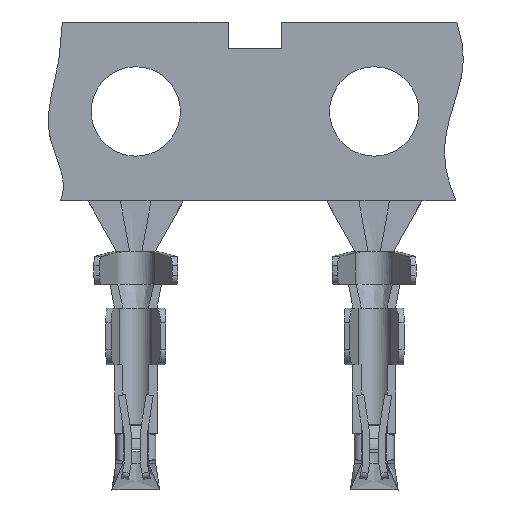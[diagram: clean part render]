
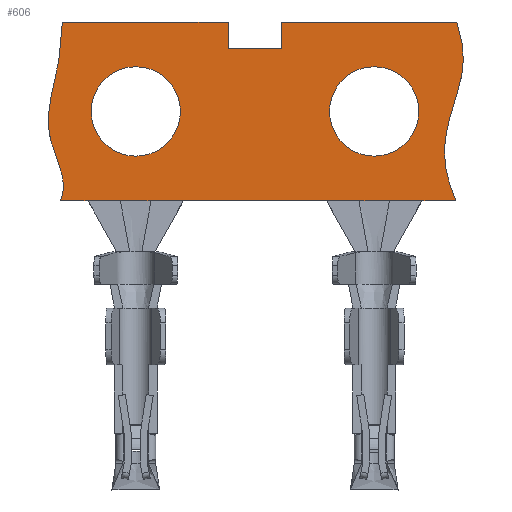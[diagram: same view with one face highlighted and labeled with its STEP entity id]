
A CAD part, top view. The second image highlights one B-rep face of the part: STEP entity #606.
In plain terms, the highlighted planar face has unit normal (0, 0, 1).
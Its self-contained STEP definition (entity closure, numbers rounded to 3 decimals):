
#606 = ADVANCED_FACE( '', ( #1265, #1266, #1267 ), #1268, .F. );
#1265 = FACE_BOUND( '', #2237, .T. );
#1266 = FACE_OUTER_BOUND( '', #2238, .T. );
#1267 = FACE_BOUND( '', #2239, .T. );
#1268 = PLANE( '', #2240 );
#2237 = EDGE_LOOP( '', ( #4202 ) );
#2238 = EDGE_LOOP( '', ( #4203, #4204, #4205, #4206, #4207, #4208, #4209, #4210, #4211, #4212, #4213, #4214, #4215, #4216, #4217, #4218 ) );
#2239 = EDGE_LOOP( '', ( #4219 ) );
#2240 = AXIS2_PLACEMENT_3D( '', #4220, #4221, #4222 );
#4202 = ORIENTED_EDGE( '', *, *, #5138, .T. );
#4203 = ORIENTED_EDGE( '', *, *, #5331, .F. );
#4204 = ORIENTED_EDGE( '', *, *, #4640, .F. );
#4205 = ORIENTED_EDGE( '', *, *, #5270, .F. );
#4206 = ORIENTED_EDGE( '', *, *, #5366, .F. );
#4207 = ORIENTED_EDGE( '', *, *, #5298, .F. );
#4208 = ORIENTED_EDGE( '', *, *, #5205, .F. );
#4209 = ORIENTED_EDGE( '', *, *, #4659, .F. );
#4210 = ORIENTED_EDGE( '', *, *, #5367, .F. );
#4211 = ORIENTED_EDGE( '', *, *, #5155, .F. );
#4212 = ORIENTED_EDGE( '', *, *, #5047, .F. );
#4213 = ORIENTED_EDGE( '', *, *, #5261, .F. );
#4214 = ORIENTED_EDGE( '', *, *, #5362, .F. );
#4215 = ORIENTED_EDGE( '', *, *, #5199, .F. );
#4216 = ORIENTED_EDGE( '', *, *, #5280, .F. );
#4217 = ORIENTED_EDGE( '', *, *, #4698, .F. );
#4218 = ORIENTED_EDGE( '', *, *, #4719, .F. );
#4219 = ORIENTED_EDGE( '', *, *, #4915, .T. );
#4220 = CARTESIAN_POINT( '', ( 0., 0., 0.12 ) );
#4221 = DIRECTION( '', ( 0., 0., -1. ) );
#4222 = DIRECTION( '', ( -1., 0., 0. ) );
#4640 = EDGE_CURVE( '', #5462, #5464, #5465, .T. );
#4659 = EDGE_CURVE( '', #5496, #5498, #5499, .T. );
#4698 = EDGE_CURVE( '', #5565, #5560, #5567, .T. );
#4719 = EDGE_CURVE( '', #5601, #5565, #5603, .T. );
#4915 = EDGE_CURVE( '', #5931, #5931, #5932, .T. );
#5047 = EDGE_CURVE( '', #6124, #6120, #6126, .T. );
#5138 = EDGE_CURVE( '', #6251, #6251, #6252, .T. );
#5155 = EDGE_CURVE( '', #6120, #6271, #6274, .T. );
#5199 = EDGE_CURVE( '', #6045, #6331, #6333, .T. );
#5205 = EDGE_CURVE( '', #5498, #6341, #6342, .T. );
#5261 = EDGE_CURVE( '', #6406, #6124, #6408, .T. );
#5270 = EDGE_CURVE( '', #6418, #5462, #6420, .T. );
#5280 = EDGE_CURVE( '', #5560, #6045, #6432, .T. );
#5298 = EDGE_CURVE( '', #6341, #6456, #6457, .T. );
#5331 = EDGE_CURVE( '', #5464, #5601, #6497, .T. );
#5362 = EDGE_CURVE( '', #6331, #6406, #6529, .T. );
#5366 = EDGE_CURVE( '', #6456, #6418, #6533, .T. );
#5367 = EDGE_CURVE( '', #6271, #5496, #6534, .T. );
#5462 = VERTEX_POINT( '', #6658 );
#5464 = VERTEX_POINT( '', #6661 );
#5465 = B_SPLINE_CURVE_WITH_KNOTS( '', 3, ( #6662, #6663, #6664, #6665, #6666, #6667 ), .UNSPECIFIED., .F., .F., ( 4, 1, 1, 4 ), ( 0., 0.287, 0.671, 1. ), .UNSPECIFIED. );
#5496 = VERTEX_POINT( '', #6745 );
#5498 = VERTEX_POINT( '', #6748 );
#5499 = LINE( '', #6749, #6750 );
#5560 = VERTEX_POINT( '', #6894 );
#5565 = VERTEX_POINT( '', #6905 );
#5567 = LINE( '', #6908, #6909 );
#5601 = VERTEX_POINT( '', #6954 );
#5603 = LINE( '', #6957, #6958 );
#5931 = VERTEX_POINT( '', #7517 );
#5932 = CIRCLE( '', #7518, 0.75 );
#6045 = VERTEX_POINT( '', #7767 );
#6120 = VERTEX_POINT( '', #7933 );
#6124 = VERTEX_POINT( '', #7939 );
#6126 = LINE( '', #7944, #7945 );
#6251 = VERTEX_POINT( '', #8253 );
#6252 = CIRCLE( '', #8254, 0.75 );
#6271 = VERTEX_POINT( '', #8327 );
#6274 = LINE( '', #8332, #8333 );
#6331 = VERTEX_POINT( '', #8434 );
#6333 = LINE( '', #8437, #8438 );
#6341 = VERTEX_POINT( '', #8449 );
#6342 = LINE( '', #8450, #8451 );
#6406 = VERTEX_POINT( '', #8641 );
#6408 = LINE( '', #8644, #8645 );
#6418 = VERTEX_POINT( '', #8656 );
#6420 = LINE( '', #8659, #8660 );
#6432 = LINE( '', #8675, #8676 );
#6456 = VERTEX_POINT( '', #8710 );
#6457 = LINE( '', #8711, #8712 );
#6497 = LINE( '', #8779, #8780 );
#6529 = LINE( '', #8861, #8862 );
#6533 = LINE( '', #8867, #8868 );
#6534 = B_SPLINE_CURVE_WITH_KNOTS( '', 3, ( #8869, #8870, #8871, #8872, #8873, #8874 ), .UNSPECIFIED., .F., .F., ( 4, 1, 1, 4 ), ( 0., 0.356, 0.855, 1. ), .UNSPECIFIED. );
#6658 = CARTESIAN_POINT( '', ( 1.388, 1.5, 0.12 ) );
#6661 = CARTESIAN_POINT( '', ( 1.37, -1.5, 0.12 ) );
#6662 = CARTESIAN_POINT( '', ( 1.388, 1.5, 0.12 ) );
#6663 = CARTESIAN_POINT( '', ( 1.507, 1.099, 0.12 ) );
#6664 = CARTESIAN_POINT( '', ( 1.529, 0.544, 0.12 ) );
#6665 = CARTESIAN_POINT( '', ( 1.063, -0.514, 0.12 ) );
#6666 = CARTESIAN_POINT( '', ( 1.232, -1.17, 0.12 ) );
#6667 = CARTESIAN_POINT( '', ( 1.37, -1.5, 0.12 ) );
#6745 = CARTESIAN_POINT( '', ( -5.232, 1.5, 0.12 ) );
#6748 = CARTESIAN_POINT( '', ( -2.45, 1.5, 0.12 ) );
#6749 = CARTESIAN_POINT( '', ( -6., 1.5, 0.12 ) );
#6750 = VECTOR( '', #9023, 1000. );
#6894 = CARTESIAN_POINT( '', ( -0.257, -1.5, 0.12 ) );
#6905 = CARTESIAN_POINT( '', ( 0.257, -1.5, 0.12 ) );
#6908 = CARTESIAN_POINT( '', ( 0.8, -1.5, 0.12 ) );
#6909 = VECTOR( '', #9056, 1000. );
#6954 = CARTESIAN_POINT( '', ( 0.8, -1.5, 0.12 ) );
#6957 = CARTESIAN_POINT( '', ( 0.8, -1.5, 0.12 ) );
#6958 = VECTOR( '', #9081, 1000. );
#7517 = CARTESIAN_POINT( '', ( -4.75, 0., 0.12 ) );
#7518 = AXIS2_PLACEMENT_3D( '', #9290, #9291, #9292 );
#7767 = CARTESIAN_POINT( '', ( -0.8, -1.5, 0.12 ) );
#7933 = CARTESIAN_POINT( '', ( -4.8, -1.5, 0.12 ) );
#7939 = CARTESIAN_POINT( '', ( -4.257, -1.5, 0.12 ) );
#7944 = CARTESIAN_POINT( '', ( -3.2, -1.5, 0.12 ) );
#7945 = VECTOR( '', #9411, 1000. );
#8253 = CARTESIAN_POINT( '', ( 0.75, 0., 0.12 ) );
#8254 = AXIS2_PLACEMENT_3D( '', #9488, #9489, #9490 );
#8327 = CARTESIAN_POINT( '', ( -5.259, -1.5, 0.12 ) );
#8332 = CARTESIAN_POINT( '', ( 2., -1.5, 0.12 ) );
#8333 = VECTOR( '', #9505, 1000. );
#8434 = CARTESIAN_POINT( '', ( -3.2, -1.5, 0.12 ) );
#8437 = CARTESIAN_POINT( '', ( 2., -1.5, 0.12 ) );
#8438 = VECTOR( '', #9542, 1000. );
#8449 = CARTESIAN_POINT( '', ( -2.45, 1.05, 0.12 ) );
#8450 = CARTESIAN_POINT( '', ( -2.45, 1.5, 0.12 ) );
#8451 = VECTOR( '', #9546, 1000. );
#8641 = CARTESIAN_POINT( '', ( -3.743, -1.5, 0.12 ) );
#8644 = CARTESIAN_POINT( '', ( -3.2, -1.5, 0.12 ) );
#8645 = VECTOR( '', #9585, 1000. );
#8656 = CARTESIAN_POINT( '', ( -1.55, 1.5, 0.12 ) );
#8659 = CARTESIAN_POINT( '', ( -2., 1.5, 0.12 ) );
#8660 = VECTOR( '', #9597, 1000. );
#8675 = CARTESIAN_POINT( '', ( 0.8, -1.5, 0.12 ) );
#8676 = VECTOR( '', #9610, 1000. );
#8710 = CARTESIAN_POINT( '', ( -1.55, 1.05, 0.12 ) );
#8711 = CARTESIAN_POINT( '', ( -2., 1.05, 0.12 ) );
#8712 = VECTOR( '', #9624, 1000. );
#8779 = CARTESIAN_POINT( '', ( 2., -1.5, 0.12 ) );
#8780 = VECTOR( '', #9654, 1000. );
#8861 = CARTESIAN_POINT( '', ( -3.2, -1.5, 0.12 ) );
#8862 = VECTOR( '', #9677, 1000. );
#8867 = CARTESIAN_POINT( '', ( -1.55, 1.05, 0.12 ) );
#8868 = VECTOR( '', #9679, 1000. );
#8869 = CARTESIAN_POINT( '', ( -5.259, -1.5, 0.12 ) );
#8870 = CARTESIAN_POINT( '', ( -5.115, -1.124, 0.12 ) );
#8871 = CARTESIAN_POINT( '', ( -5.703, -0.331, 0.12 ) );
#8872 = CARTESIAN_POINT( '', ( -5.251, 0.722, 0.12 ) );
#8873 = CARTESIAN_POINT( '', ( -5.24, 1.338, 0.12 ) );
#8874 = CARTESIAN_POINT( '', ( -5.232, 1.5, 0.12 ) );
#9023 = DIRECTION( '', ( 1., 0., 0. ) );
#9056 = DIRECTION( '', ( -1., 0., 0. ) );
#9081 = DIRECTION( '', ( -1., 0., 0. ) );
#9290 = CARTESIAN_POINT( '', ( -4., 0., 0.12 ) );
#9291 = DIRECTION( '', ( 0., 0., -1. ) );
#9292 = DIRECTION( '', ( -1., 0., 0. ) );
#9411 = DIRECTION( '', ( -1., 0., 0. ) );
#9488 = CARTESIAN_POINT( '', ( 0., 0., 0.12 ) );
#9489 = DIRECTION( '', ( 0., 0., -1. ) );
#9490 = DIRECTION( '', ( 1., 0., 0. ) );
#9505 = DIRECTION( '', ( -1., 0., 0. ) );
#9542 = DIRECTION( '', ( -1., 0., 0. ) );
#9546 = DIRECTION( '', ( 0., -1., 0. ) );
#9585 = DIRECTION( '', ( -1., 0., 0. ) );
#9597 = DIRECTION( '', ( 1., 0., 0. ) );
#9610 = DIRECTION( '', ( -1., 0., 0. ) );
#9624 = DIRECTION( '', ( 1., 0., 0. ) );
#9654 = DIRECTION( '', ( -1., 0., 0. ) );
#9677 = DIRECTION( '', ( -1., 0., 0. ) );
#9679 = DIRECTION( '', ( 0., 1., 0. ) );
